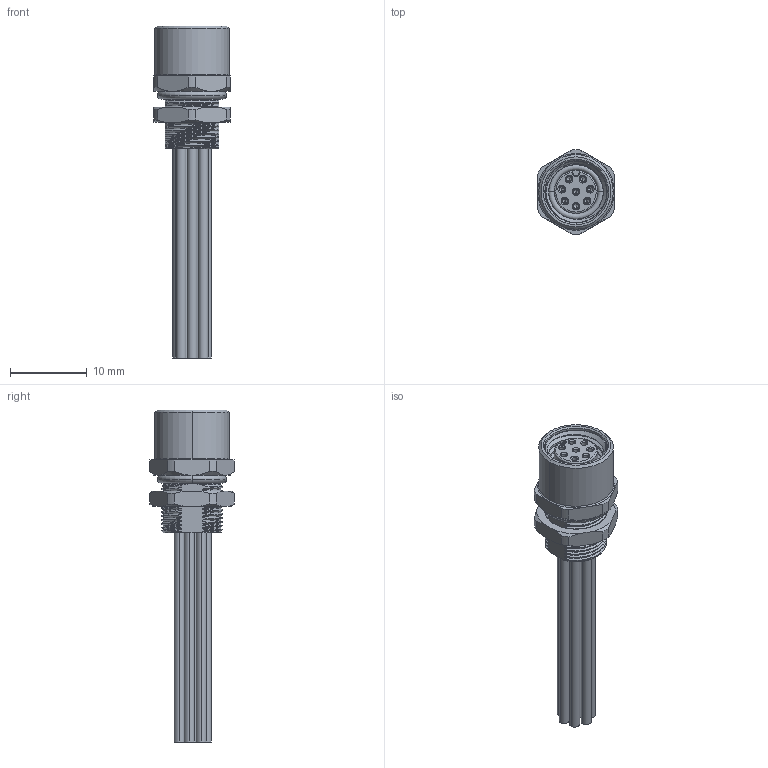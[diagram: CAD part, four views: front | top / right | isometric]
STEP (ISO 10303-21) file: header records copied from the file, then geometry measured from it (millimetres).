
FILE_DESCRIPTION((''),'2;1');
FILE_NAME('8P-K18','2025-09-09T',('gongcheng16'),(''),'PRO/ENGINEER BY PARAMETRIC TECHNOLOGY CORPORATION, 2010280','PRO/ENGINEER BY PARAMETRIC TECHNOLOGY CORPORATION, 2010280','');
FILE_SCHEMA(('CONFIG_CONTROL_DESIGN'));
Length unit declared in the file: millimetre
Products named in the file (1): 8P-K18
Bounding box: 10 x 10.99 x 43.2 mm (x, y, z)
Volume: 224.2 mm3; surface area: 3697.6 mm2
Topology: 1 solids, 22 shells, 806 faces, 1989 edges, 1242 vertices
Faces by surface type: cylinder 288, plane 209, cone 164, bspline 97, torus 48
Entity records: 40310 total; most frequent: CARTESIAN_POINT 21768, ORIENTED_EDGE 3914, DIRECTION 3747, EDGE_CURVE 1957, AXIS2_PLACEMENT_3D 1490, VERTEX_POINT 1242, EDGE_LOOP 893, FACE_OUTER_BOUND 806
